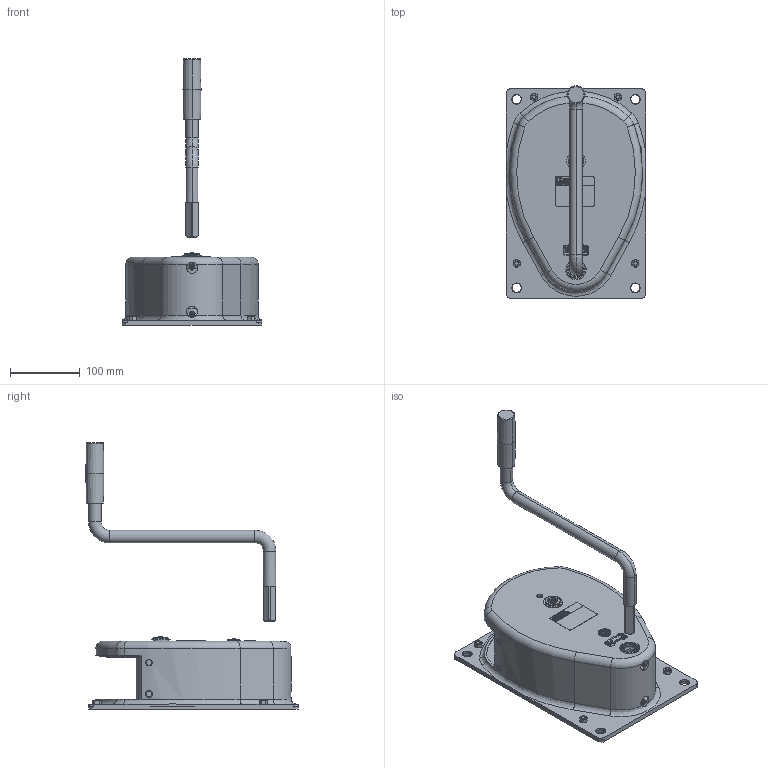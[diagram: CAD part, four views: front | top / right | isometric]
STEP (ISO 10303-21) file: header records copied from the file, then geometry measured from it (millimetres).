
FILE_DESCRIPTION(('Creo Elements/Direct Modeling STEP Export'),'2;1');
FILE_NAME('yyy.stp','2022-07-06T15:16:37',(''),(''),'Creo Elements/Direct Modeling STEP processor for AP214 (Solid Model)','Creo Elements/Direct Modeling 20.1C 13-Oct-2019 (C) Parametric Technology GmbH','');
FILE_SCHEMA(('AUTOMOTIVE_DESIGN { 1 0 10303 214 1 1 1 1 }'));
Length unit declared in the file: millimetre
Products named in the file (4): Gehäuse; Kurbel; Handseilwinde_201010; 200054
Assembly tree (3 placements, depth 3):
  200054
    Handseilwinde_201010
      Kurbel
      Gehäuse
Bounding box: 200 x 304 x 381 mm (x, y, z)
Volume: 1411750.6 mm3; surface area: 501895.7 mm2
Topology: 2 solids, 6 shells, 844 faces, 5485 edges, 4872 vertices
Faces by surface type: plane 404, cylinder 222, cone 150, torus 46, bspline 14, sphere 8
Entity records: 67453 total; most frequent: CARTESIAN_POINT 23540, ORIENTED_EDGE 10962, DIRECTION 6542, EDGE_CURVE 5481, VERTEX_POINT 4872, VECTOR 4404, LINE 4404, EDGE_LOOP 1111
